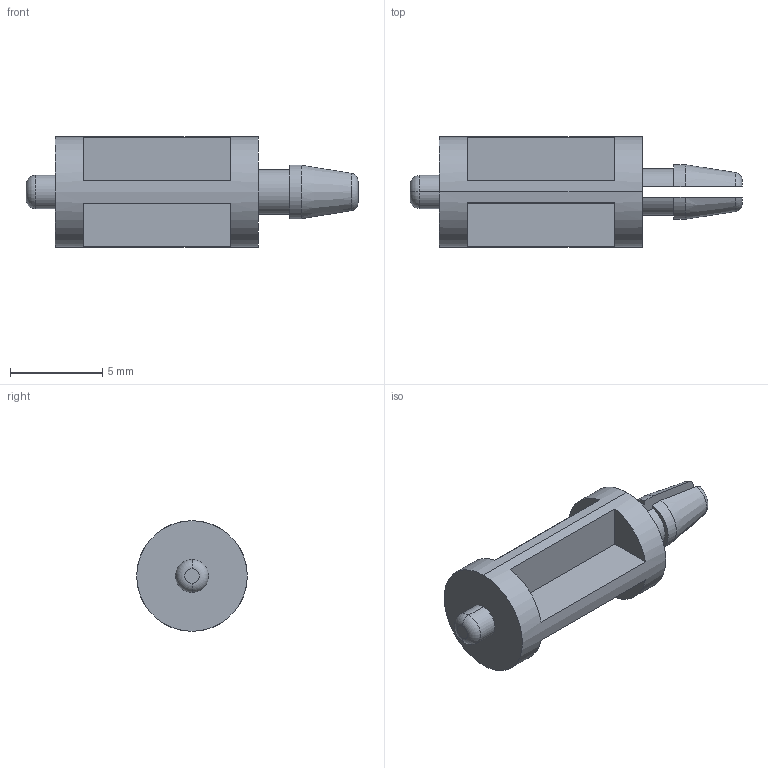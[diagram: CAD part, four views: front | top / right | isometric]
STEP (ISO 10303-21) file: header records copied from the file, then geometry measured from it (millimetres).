
FILE_DESCRIPTION (( 'STEP AP203' ), '1' );
FILE_NAME ('DISTANS SERISI - KYD 620.STEP', '2018-11-26T15:08:28', ( 'user' ), ( '' ), 'SwSTEP 2.0', 'SolidWorks 2016', '' );
FILE_SCHEMA (( 'CONFIG_CONTROL_DESIGN' ));
Length unit declared in the file: millimetre
Products named in the file (1): DISTANS SERISI - KYD 620
Bounding box: 18.01 x 6 x 6 mm (x, y, z)
Volume: 211 mm3; surface area: 403.1 mm2
Topology: 1 solids, 1 shells, 39 faces, 88 edges, 58 vertices
Faces by surface type: plane 25, cylinder 8, torus 4, cone 2
Entity records: 1191 total; most frequent: CARTESIAN_POINT 218, DIRECTION 192, ORIENTED_EDGE 176, EDGE_CURVE 88, AXIS2_PLACEMENT_3D 72, VERTEX_POINT 58, VECTOR 48, LINE 48
